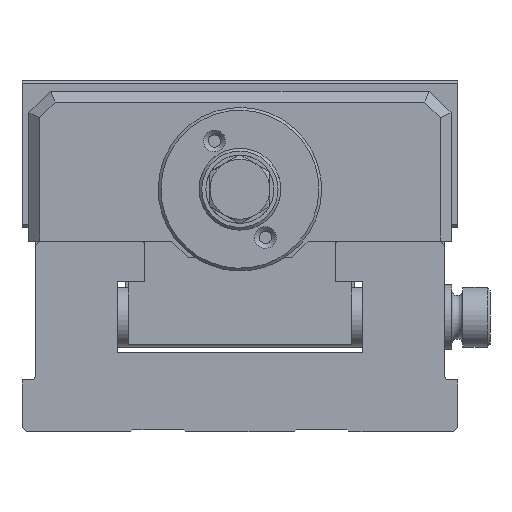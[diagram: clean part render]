
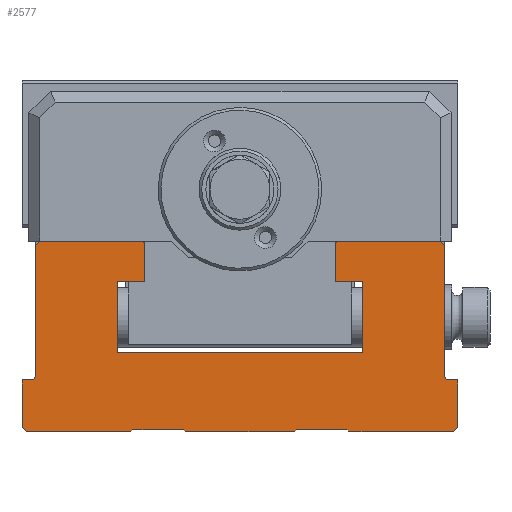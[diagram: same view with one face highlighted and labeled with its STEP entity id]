
A CAD part, front view. The second image highlights one B-rep face of the part: STEP entity #2577.
In plain terms, the highlighted planar face has unit normal (0, -1, 0).
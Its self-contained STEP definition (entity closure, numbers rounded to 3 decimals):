
#457=FACE_OUTER_BOUND('',#4170,.T.);
#1062=LINE('',#14453,#1775);
#1067=LINE('',#14468,#1780);
#1075=LINE('',#14487,#1788);
#1084=LINE('',#14513,#1797);
#1090=LINE('',#14531,#1803);
#1092=LINE('',#14535,#1805);
#1093=LINE('',#14537,#1806);
#1094=LINE('',#14539,#1807);
#1095=LINE('',#14540,#1808);
#1096=LINE('',#14542,#1809);
#1097=LINE('',#14544,#1810);
#1098=LINE('',#14548,#1811);
#1099=LINE('',#14550,#1812);
#1100=LINE('',#14551,#1813);
#1101=LINE('',#14553,#1814);
#1102=LINE('',#14555,#1815);
#1103=LINE('',#14557,#1816);
#1104=LINE('',#14559,#1817);
#1105=LINE('',#14561,#1818);
#1106=LINE('',#14563,#1819);
#1107=LINE('',#14565,#1820);
#1108=LINE('',#14567,#1821);
#1109=LINE('',#14569,#1822);
#1110=LINE('',#14571,#1823);
#1111=LINE('',#14572,#1824);
#1112=LINE('',#14574,#1825);
#1113=LINE('',#14578,#1826);
#1114=LINE('',#14580,#1827);
#1115=LINE('',#14581,#1828);
#1116=LINE('',#14583,#1829);
#1117=LINE('',#14585,#1830);
#1118=LINE('',#14587,#1831);
#1775=VECTOR('',#11661,1.);
#1780=VECTOR('',#11672,1.);
#1788=VECTOR('',#11684,1.);
#1797=VECTOR('',#11705,1.);
#1803=VECTOR('',#11717,1.);
#1805=VECTOR('',#11721,1.);
#1806=VECTOR('',#11722,1.);
#1807=VECTOR('',#11723,1.);
#1808=VECTOR('',#11724,1.);
#1809=VECTOR('',#11725,1.);
#1810=VECTOR('',#11726,1.);
#1811=VECTOR('',#11729,1.);
#1812=VECTOR('',#11730,1.);
#1813=VECTOR('',#11731,1.);
#1814=VECTOR('',#11732,1.);
#1815=VECTOR('',#11733,1.);
#1816=VECTOR('',#11734,1.);
#1817=VECTOR('',#11735,1.);
#1818=VECTOR('',#11736,1.);
#1819=VECTOR('',#11737,1.);
#1820=VECTOR('',#11738,1.);
#1821=VECTOR('',#11739,1.);
#1822=VECTOR('',#11740,1.);
#1823=VECTOR('',#11741,1.);
#1824=VECTOR('',#11742,1.);
#1825=VECTOR('',#11743,1.);
#1826=VECTOR('',#11746,1.);
#1827=VECTOR('',#11747,1.);
#1828=VECTOR('',#11748,1.);
#1829=VECTOR('',#11749,1.);
#1830=VECTOR('',#11750,1.);
#1831=VECTOR('',#11751,1.);
#2577=ADVANCED_FACE('',(#457),#2941,.T.);
#2941=PLANE('',#9518);
#4170=EDGE_LOOP('',(#6141,#6142,#6143,#6144,#6145,#6146,#6147,#6148,#6149,
#6150,#6151,#6152,#6153,#6154,#6155,#6156,#6157,#6158,#6159,#6160,#6161,
#6162,#6163,#6164,#6165,#6166,#6167,#6168,#6169,#6170,#6171,#6172,#6173,
#6174));
#6141=ORIENTED_EDGE('',*,*,#8274,.F.);
#6142=ORIENTED_EDGE('',*,*,#8275,.F.);
#6143=ORIENTED_EDGE('',*,*,#8276,.F.);
#6144=ORIENTED_EDGE('',*,*,#8252,.T.);
#6145=ORIENTED_EDGE('',*,*,#8277,.T.);
#6146=ORIENTED_EDGE('',*,*,#8278,.T.);
#6147=ORIENTED_EDGE('',*,*,#8279,.F.);
#6148=ORIENTED_EDGE('',*,*,#8280,.T.);
#6149=ORIENTED_EDGE('',*,*,#8281,.F.);
#6150=ORIENTED_EDGE('',*,*,#8282,.T.);
#6151=ORIENTED_EDGE('',*,*,#8272,.T.);
#6152=ORIENTED_EDGE('',*,*,#8283,.T.);
#6153=ORIENTED_EDGE('',*,*,#8284,.F.);
#6154=ORIENTED_EDGE('',*,*,#8285,.T.);
#6155=ORIENTED_EDGE('',*,*,#8286,.F.);
#6156=ORIENTED_EDGE('',*,*,#8287,.F.);
#6157=ORIENTED_EDGE('',*,*,#8288,.F.);
#6158=ORIENTED_EDGE('',*,*,#8289,.F.);
#6159=ORIENTED_EDGE('',*,*,#8290,.F.);
#6160=ORIENTED_EDGE('',*,*,#8291,.T.);
#6161=ORIENTED_EDGE('',*,*,#8292,.F.);
#6162=ORIENTED_EDGE('',*,*,#8293,.T.);
#6163=ORIENTED_EDGE('',*,*,#8264,.T.);
#6164=ORIENTED_EDGE('',*,*,#8294,.T.);
#6165=ORIENTED_EDGE('',*,*,#8295,.F.);
#6166=ORIENTED_EDGE('',*,*,#8296,.T.);
#6167=ORIENTED_EDGE('',*,*,#8297,.F.);
#6168=ORIENTED_EDGE('',*,*,#8298,.F.);
#6169=ORIENTED_EDGE('',*,*,#8243,.T.);
#6170=ORIENTED_EDGE('',*,*,#8299,.T.);
#6171=ORIENTED_EDGE('',*,*,#8300,.F.);
#6172=ORIENTED_EDGE('',*,*,#8301,.F.);
#6173=ORIENTED_EDGE('',*,*,#8302,.F.);
#6174=ORIENTED_EDGE('',*,*,#8236,.T.);
#7182=VERTEX_POINT('',#14452);
#7183=VERTEX_POINT('',#14454);
#7189=VERTEX_POINT('',#14467);
#7190=VERTEX_POINT('',#14469);
#7192=VERTEX_POINT('',#14474);
#7198=VERTEX_POINT('',#14486);
#7210=VERTEX_POINT('',#14514);
#7211=VERTEX_POINT('',#14515);
#7218=VERTEX_POINT('',#14530);
#7219=VERTEX_POINT('',#14532);
#7220=VERTEX_POINT('',#14536);
#7221=VERTEX_POINT('',#14538);
#7222=VERTEX_POINT('',#14541);
#7223=VERTEX_POINT('',#14543);
#7224=VERTEX_POINT('',#14545);
#7225=VERTEX_POINT('',#14547);
#7226=VERTEX_POINT('',#14549);
#7227=VERTEX_POINT('',#14552);
#7228=VERTEX_POINT('',#14554);
#7229=VERTEX_POINT('',#14556);
#7230=VERTEX_POINT('',#14558);
#7231=VERTEX_POINT('',#14560);
#7232=VERTEX_POINT('',#14562);
#7233=VERTEX_POINT('',#14564);
#7234=VERTEX_POINT('',#14566);
#7235=VERTEX_POINT('',#14568);
#7236=VERTEX_POINT('',#14570);
#7237=VERTEX_POINT('',#14573);
#7238=VERTEX_POINT('',#14575);
#7239=VERTEX_POINT('',#14577);
#7240=VERTEX_POINT('',#14579);
#7241=VERTEX_POINT('',#14582);
#7242=VERTEX_POINT('',#14584);
#7243=VERTEX_POINT('',#14586);
#8236=EDGE_CURVE('',#7183,#7182,#1062,.T.);
#8243=EDGE_CURVE('',#7190,#7189,#1067,.T.);
#8252=EDGE_CURVE('',#7192,#7198,#1075,.T.);
#8264=EDGE_CURVE('',#7210,#7211,#1084,.T.);
#8272=EDGE_CURVE('',#7219,#7218,#1090,.T.);
#8274=EDGE_CURVE('',#7220,#7182,#1092,.T.);
#8275=EDGE_CURVE('',#7221,#7220,#1093,.T.);
#8276=EDGE_CURVE('',#7192,#7221,#1094,.T.);
#8277=EDGE_CURVE('',#7198,#7222,#1095,.T.);
#8278=EDGE_CURVE('',#7222,#7223,#1096,.T.);
#8279=EDGE_CURVE('',#7224,#7223,#1097,.T.);
#8280=EDGE_CURVE('',#7224,#7225,#8729,.T.);
#8281=EDGE_CURVE('',#7226,#7225,#1098,.T.);
#8282=EDGE_CURVE('',#7226,#7219,#1099,.T.);
#8283=EDGE_CURVE('',#7218,#7227,#1100,.T.);
#8284=EDGE_CURVE('',#7228,#7227,#1101,.T.);
#8285=EDGE_CURVE('',#7228,#7229,#1102,.T.);
#8286=EDGE_CURVE('',#7230,#7229,#1103,.T.);
#8287=EDGE_CURVE('',#7231,#7230,#1104,.T.);
#8288=EDGE_CURVE('',#7232,#7231,#1105,.T.);
#8289=EDGE_CURVE('',#7233,#7232,#1106,.T.);
#8290=EDGE_CURVE('',#7234,#7233,#1107,.T.);
#8291=EDGE_CURVE('',#7234,#7235,#1108,.T.);
#8292=EDGE_CURVE('',#7236,#7235,#1109,.T.);
#8293=EDGE_CURVE('',#7236,#7210,#1110,.T.);
#8294=EDGE_CURVE('',#7211,#7237,#1111,.T.);
#8295=EDGE_CURVE('',#7238,#7237,#1112,.T.);
#8296=EDGE_CURVE('',#7238,#7239,#8730,.T.);
#8297=EDGE_CURVE('',#7240,#7239,#1113,.T.);
#8298=EDGE_CURVE('',#7190,#7240,#1114,.T.);
#8299=EDGE_CURVE('',#7189,#7241,#1115,.T.);
#8300=EDGE_CURVE('',#7242,#7241,#1116,.T.);
#8301=EDGE_CURVE('',#7243,#7242,#1117,.T.);
#8302=EDGE_CURVE('',#7183,#7243,#1118,.T.);
#8729=CIRCLE('',#9516,2.);
#8730=CIRCLE('',#9517,2.);
#9516=AXIS2_PLACEMENT_3D('',#14546,#11727,#11728);
#9517=AXIS2_PLACEMENT_3D('',#14576,#11744,#11745);
#9518=AXIS2_PLACEMENT_3D('',#14588,#11752,#11753);
#11661=DIRECTION('',(1.,0.,0.));
#11672=DIRECTION('',(0.707,0.,-0.707));
#11684=DIRECTION('',(1.,0.,0.));
#11705=DIRECTION('',(-1.,0.,0.));
#11717=DIRECTION('',(-1.,0.,0.));
#11721=DIRECTION('',(-0.707,0.,-0.707));
#11722=DIRECTION('',(-1.,0.,0.));
#11723=DIRECTION('',(-0.707,0.,0.707));
#11724=DIRECTION('',(0.707,0.,0.707));
#11725=DIRECTION('',(0.,0.,1.));
#11726=DIRECTION('',(1.,0.,0.));
#11727=DIRECTION('',(0.,1.,0.));
#11728=DIRECTION('',(0.,0.,-1.));
#11729=DIRECTION('',(0.,0.,-1.));
#11730=DIRECTION('',(-0.707,0.,0.707));
#11731=DIRECTION('',(-0.707,0.,-0.707));
#11732=DIRECTION('',(0.,0.,1.));
#11733=DIRECTION('',(0.707,0.,-0.707));
#11734=DIRECTION('',(-1.,0.,0.));
#11735=DIRECTION('',(0.,0.,1.));
#11736=DIRECTION('',(1.,0.,0.));
#11737=DIRECTION('',(0.,0.,-1.));
#11738=DIRECTION('',(-1.,0.,0.));
#11739=DIRECTION('',(0.707,0.,0.707));
#11740=DIRECTION('',(0.,0.,-1.));
#11741=DIRECTION('',(-0.707,0.,0.707));
#11742=DIRECTION('',(-0.707,0.,-0.707));
#11743=DIRECTION('',(0.,0.,1.));
#11744=DIRECTION('',(0.,1.,0.));
#11745=DIRECTION('',(0.,0.,-1.));
#11746=DIRECTION('',(1.,0.,0.));
#11747=DIRECTION('',(0.,0.,1.));
#11748=DIRECTION('',(1.,0.,0.));
#11749=DIRECTION('',(-0.707,0.,-0.707));
#11750=DIRECTION('',(-1.,0.,0.));
#11751=DIRECTION('',(-0.707,0.,0.707));
#11752=DIRECTION('',(0.,-1.,0.));
#11753=DIRECTION('',(0.,0.,-1.));
#14452=CARTESIAN_POINT('',(100.,519.,55.5));
#14453=CARTESIAN_POINT('',(80.,519.,55.5));
#14454=CARTESIAN_POINT('',(60.,519.,55.5));
#14467=CARTESIAN_POINT('',(1.5,519.,55.5));
#14468=CARTESIAN_POINT('',(41.,519.,16.));
#14469=CARTESIAN_POINT('',(0.,519.,57.));
#14474=CARTESIAN_POINT('',(120.,519.,55.5));
#14486=CARTESIAN_POINT('',(158.5,519.,55.5));
#14487=CARTESIAN_POINT('',(80.,519.,55.5));
#14513=CARTESIAN_POINT('',(80.,519.,125.5));
#14514=CARTESIAN_POINT('',(44.,519.,125.5));
#14515=CARTESIAN_POINT('',(6.5,519.,125.5));
#14530=CARTESIAN_POINT('',(116.,519.,125.5));
#14531=CARTESIAN_POINT('',(80.,519.,125.5));
#14532=CARTESIAN_POINT('',(153.5,519.,125.5));
#14535=CARTESIAN_POINT('',(89.75,519.,45.25));
#14536=CARTESIAN_POINT('',(100.7,519.,56.2));
#14537=CARTESIAN_POINT('',(80.,519.,56.2));
#14538=CARTESIAN_POINT('',(119.3,519.,56.2));
#14539=CARTESIAN_POINT('',(100.25,519.,75.25));
#14540=CARTESIAN_POINT('',(119.,519.,16.));
#14541=CARTESIAN_POINT('',(160.,519.,57.));
#14542=CARTESIAN_POINT('',(160.,519.,55.));
#14543=CARTESIAN_POINT('',(160.,519.,74.5));
#14544=CARTESIAN_POINT('',(80.,519.,74.5));
#14545=CARTESIAN_POINT('',(157.,519.,74.5));
#14546=CARTESIAN_POINT('',(157.,519.,76.5));
#14547=CARTESIAN_POINT('',(155.,519.,76.5));
#14548=CARTESIAN_POINT('',(155.,519.,55.));
#14549=CARTESIAN_POINT('',(155.,519.,124.));
#14550=CARTESIAN_POINT('',(152.,519.,127.));
#14551=CARTESIAN_POINT('',(62.75,519.,72.25));
#14552=CARTESIAN_POINT('',(115.,519.,124.5));
#14553=CARTESIAN_POINT('',(115.,519.,55.));
#14554=CARTESIAN_POINT('',(115.,519.,111.));
#14555=CARTESIAN_POINT('',(125.5,519.,100.5));
#14556=CARTESIAN_POINT('',(115.5,519.,110.5));
#14557=CARTESIAN_POINT('',(80.,519.,110.5));
#14558=CARTESIAN_POINT('',(125.,519.,110.5));
#14559=CARTESIAN_POINT('',(125.,519.,55.));
#14560=CARTESIAN_POINT('',(125.,519.,84.5));
#14561=CARTESIAN_POINT('',(80.,519.,84.5));
#14562=CARTESIAN_POINT('',(35.,519.,84.5));
#14563=CARTESIAN_POINT('',(35.,519.,55.));
#14564=CARTESIAN_POINT('',(35.,519.,110.5));
#14565=CARTESIAN_POINT('',(80.,519.,110.5));
#14566=CARTESIAN_POINT('',(44.5,519.,110.5));
#14567=CARTESIAN_POINT('',(34.5,519.,100.5));
#14568=CARTESIAN_POINT('',(45.,519.,111.));
#14569=CARTESIAN_POINT('',(45.,519.,55.));
#14570=CARTESIAN_POINT('',(45.,519.,124.5));
#14571=CARTESIAN_POINT('',(97.25,519.,72.25));
#14572=CARTESIAN_POINT('',(8.,519.,127.));
#14573=CARTESIAN_POINT('',(5.,519.,124.));
#14574=CARTESIAN_POINT('',(5.,519.,55.));
#14575=CARTESIAN_POINT('',(5.,519.,76.5));
#14576=CARTESIAN_POINT('',(3.,519.,76.5));
#14577=CARTESIAN_POINT('',(3.,519.,74.5));
#14578=CARTESIAN_POINT('',(80.,519.,74.5));
#14579=CARTESIAN_POINT('',(0.,519.,74.5));
#14580=CARTESIAN_POINT('',(0.,519.,55.));
#14581=CARTESIAN_POINT('',(80.,519.,55.5));
#14582=CARTESIAN_POINT('',(40.,519.,55.5));
#14583=CARTESIAN_POINT('',(59.75,519.,75.25));
#14584=CARTESIAN_POINT('',(40.7,519.,56.2));
#14585=CARTESIAN_POINT('',(80.,519.,56.2));
#14586=CARTESIAN_POINT('',(59.3,519.,56.2));
#14587=CARTESIAN_POINT('',(70.25,519.,45.25));
#14588=CARTESIAN_POINT('',(80.,519.,55.));
